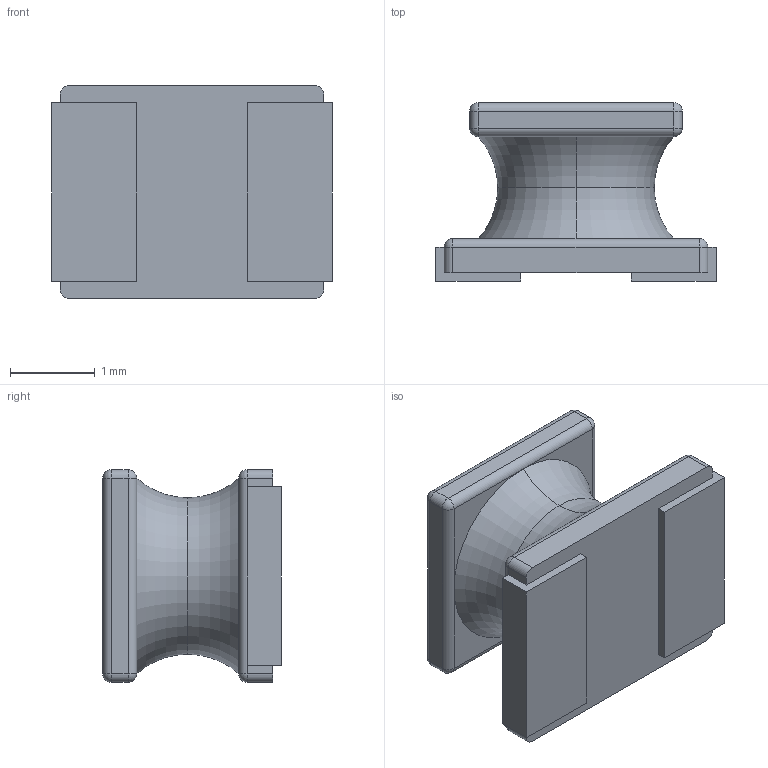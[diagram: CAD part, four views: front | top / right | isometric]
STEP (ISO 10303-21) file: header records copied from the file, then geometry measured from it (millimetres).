
FILE_DESCRIPTION (( 'STEP AP214' ), '1' );
FILE_NAME ('1210_.STEP', '2011-02-02T16:19:03', ( '' ), ( '' ), 'SwSTEP 2.0', 'SolidWorks 2009', '' );
FILE_SCHEMA (( 'AUTOMOTIVE_DESIGN' ));
Length unit declared in the file: millimetre
Products named in the file (1): 1210_
Bounding box: 3.3 x 2.1 x 2.5 mm (x, y, z)
Volume: 9.8 mm3; surface area: 37.1 mm2
Topology: 1 solids, 1 shells, 66 faces, 152 edges, 76 vertices
Faces by surface type: plane 30, cylinder 20, sphere 12, torus 4
Entity records: 2447 total; most frequent: DIRECTION 326, CARTESIAN_POINT 283, ORIENTED_EDGE 280, EDGE_CURVE 140, AXIS2_PLACEMENT_3D 119, LINE 88, VECTOR 88, VERTEX_POINT 76
